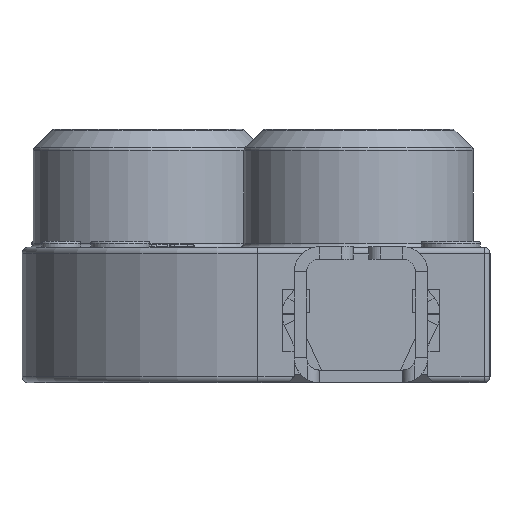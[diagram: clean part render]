
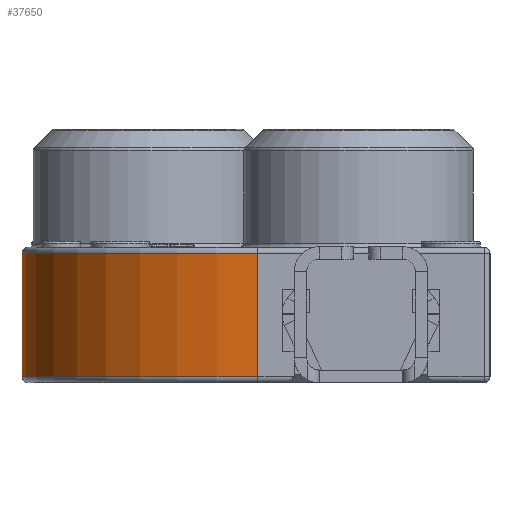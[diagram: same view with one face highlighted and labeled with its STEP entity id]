
A CAD part, left-side view. The second image highlights one B-rep face of the part: STEP entity #37650.
In plain terms, the highlighted cylindrical face has radius 3 mm (diameter 6 mm), a partial arc.
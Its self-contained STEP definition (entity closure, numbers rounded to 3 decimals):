
#35532 = VERTEX_POINT('',#35533);
#35533 = CARTESIAN_POINT('',(-6.05,3.85,-3.325));
#35556 = VERTEX_POINT('',#35557);
#35557 = CARTESIAN_POINT('',(-3.05,6.85,-3.325));
#35566 = EDGE_CURVE('',#35532,#35556,#35567,.T.);
#35567 = CIRCLE('',#35568,3.);
#35568 = AXIS2_PLACEMENT_3D('',#35569,#35570,#35571);
#35569 = CARTESIAN_POINT('',(-3.05,3.85,-3.325));
#35570 = DIRECTION('',(-0.,0.,-1.));
#35571 = DIRECTION('',(-0.707,0.707,0.));
#35783 = VERTEX_POINT('',#35784);
#35784 = CARTESIAN_POINT('',(-3.05,6.85,-1.755));
#35808 = VERTEX_POINT('',#35809);
#35809 = CARTESIAN_POINT('',(-6.05,3.85,-1.755));
#35818 = EDGE_CURVE('',#35783,#35808,#35819,.T.);
#35819 = CIRCLE('',#35820,3.);
#35820 = AXIS2_PLACEMENT_3D('',#35821,#35822,#35823);
#35821 = CARTESIAN_POINT('',(-3.05,3.85,-1.755));
#35822 = DIRECTION('',(0.,0.,1.));
#35823 = DIRECTION('',(-0.707,0.707,0.));
#36589 = EDGE_CURVE('',#35532,#35808,#36590,.T.);
#36590 = LINE('',#36591,#36592);
#36591 = CARTESIAN_POINT('',(-6.05,3.85,-3.4));
#36592 = VECTOR('',#36593,1.);
#36593 = DIRECTION('',(0.,0.,1.));
#37650 = ADVANCED_FACE('',(#37651),#37662,.T.);
#37651 = FACE_BOUND('',#37652,.T.);
#37652 = EDGE_LOOP('',(#37653,#37654,#37655,#37656));
#37653 = ORIENTED_EDGE('',*,*,#35566,.F.);
#37654 = ORIENTED_EDGE('',*,*,#36589,.T.);
#37655 = ORIENTED_EDGE('',*,*,#35818,.F.);
#37656 = ORIENTED_EDGE('',*,*,#37657,.T.);
#37657 = EDGE_CURVE('',#35783,#35556,#37658,.T.);
#37658 = LINE('',#37659,#37660);
#37659 = CARTESIAN_POINT('',(-3.05,6.85,-3.4));
#37660 = VECTOR('',#37661,1.);
#37661 = DIRECTION('',(-0.,0.,-1.));
#37662 = CYLINDRICAL_SURFACE('',#37663,3.);
#37663 = AXIS2_PLACEMENT_3D('',#37664,#37665,#37666);
#37664 = CARTESIAN_POINT('',(-3.05,3.85,-3.4));
#37665 = DIRECTION('',(0.,0.,1.));
#37666 = DIRECTION('',(-0.707,0.707,0.));
